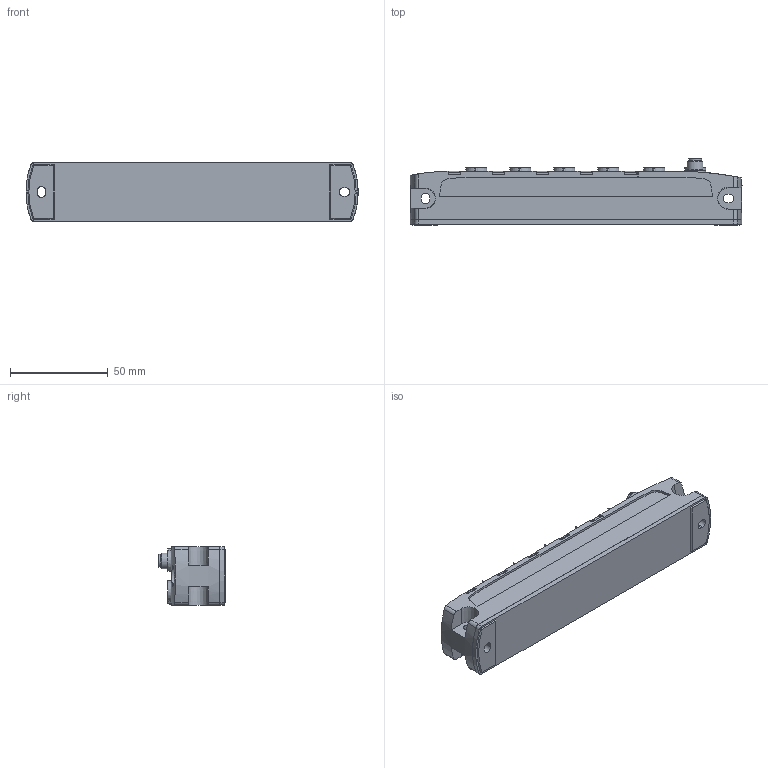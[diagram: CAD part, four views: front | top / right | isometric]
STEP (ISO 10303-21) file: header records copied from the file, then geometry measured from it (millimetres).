
FILE_DESCRIPTION(/* description */ ('STEP AP214'),/* implementation_level */ '2;1');
FILE_NAME(/* name */ '8086601_CPX-AP-I-4DI4DO-M8-3P',/* time_stamp */ '2024-08-06T08:54:22+02:00',/* author */ ('License CC BY-ND 4.0'),/* organization */ ('CADENAS'),/* preprocessor_version */ 'ST-DEVELOPER v19.3',/* originating_system */ 'PARTsolutions',/* authorisation */ ' ');
FILE_SCHEMA (('AUTOMOTIVE_DESIGN {1 0 10303 214 3 1 1}'));
Length unit declared in the file: millimetre
Products named in the file (1): 8086601 CPX-AP-I-4DI4DO-M8-3P---(high)
Bounding box: 169.82 x 34.2 x 30 mm (x, y, z)
Volume: 125743.4 mm3; surface area: 28773.8 mm2
Topology: 1 solids, 1 shells, 1207 faces, 3039 edges, 1996 vertices
Faces by surface type: plane 777, cylinder 316, cone 105, torus 5, sphere 4
Full cylindrical faces by diameter (mm): 0.465 x1, 0.87 x8, 1 x4, 1.05 x28, 5.7 x9, 5.8 x1, 6.5 x1, 6.917 x11, 8 x1, 8.5 x8
Entity records: 43972 total; most frequent: CARTESIAN_POINT 6374, DIRECTION 6076, ORIENTED_EDGE 5772, EDGE_CURVE 2886, AXIS2_PLACEMENT_3D 2047, VERTEX_POINT 1994, LINE 1982, VECTOR 1982
